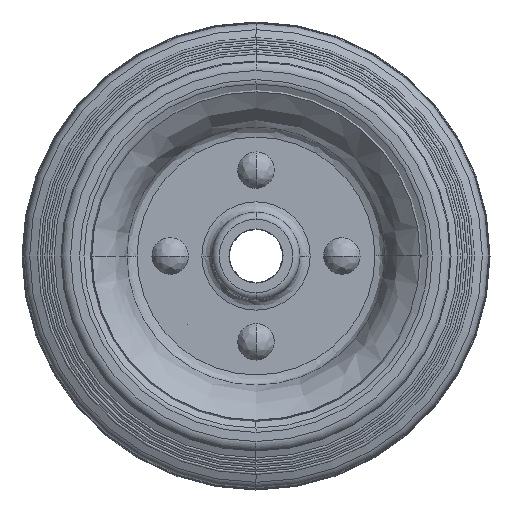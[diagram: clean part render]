
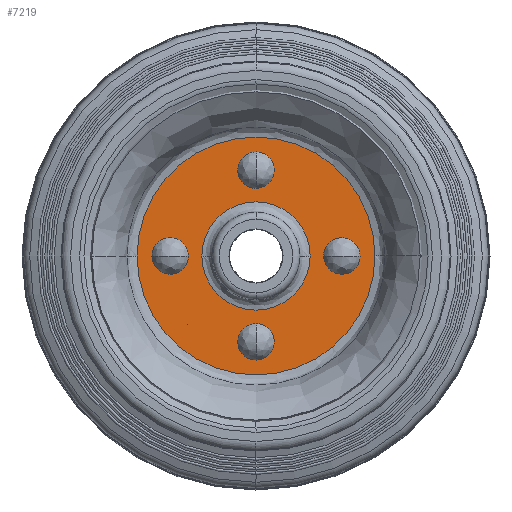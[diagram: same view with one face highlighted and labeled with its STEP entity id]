
A CAD part, left-side view. The second image highlights one B-rep face of the part: STEP entity #7219.
In plain terms, the highlighted planar face has unit normal (-1, 0, 0).
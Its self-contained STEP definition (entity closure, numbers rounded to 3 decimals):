
#1160 = CARTESIAN_POINT ( 'NONE',  ( -1.8, 0., 0. ) ) ;
#1956 = EDGE_LOOP ( 'NONE', ( #19083, #13783 ) ) ;
#2025 = CARTESIAN_POINT ( 'NONE',  ( -1.8, 0., -20.825 ) ) ;
#2101 = CARTESIAN_POINT ( 'NONE',  ( -1.8, 0., 0. ) ) ;
#2745 = PLANE ( 'NONE',  #8657 ) ;
#2852 = VERTEX_POINT ( 'NONE', #10972 ) ;
#3219 = EDGE_CURVE ( 'NONE', #18906, #16942, #3806, .T. ) ;
#3806 = CIRCLE ( 'NONE', #5272, 20.825 ) ;
#4226 = FACE_OUTER_BOUND ( 'NONE', #11169, .T. ) ;
#4327 = FACE_BOUND ( 'NONE', #1956, .T. ) ;
#5129 = DIRECTION ( 'NONE',  ( 0., 0., 1. ) ) ;
#5154 = CIRCLE ( 'NONE', #7678, 45.751 ) ;
#5272 = AXIS2_PLACEMENT_3D ( 'NONE', #9888, #18940, #6758 ) ;
#5601 = DIRECTION ( 'NONE',  ( 0., 0., 1. ) ) ;
#5974 = ORIENTED_EDGE ( 'NONE', *, *, #18860, .T. ) ;
#6715 = CIRCLE ( 'NONE', #17697, 45.751 ) ;
#6758 = DIRECTION ( 'NONE',  ( 0., 0., 1. ) ) ;
#6854 = CIRCLE ( 'NONE', #17204, 20.825 ) ;
#6889 = CARTESIAN_POINT ( 'NONE',  ( -1.8, 0., 0. ) ) ;
#7219 = ADVANCED_FACE ( 'NONE', ( #4226, #4327 ), #2745, .T. ) ;
#7654 = CARTESIAN_POINT ( 'NONE',  ( -1.8, 0., 0. ) ) ;
#7678 = AXIS2_PLACEMENT_3D ( 'NONE', #7654, #17876, #15488 ) ;
#8373 = CARTESIAN_POINT ( 'NONE',  ( -1.8, 0., 45.751 ) ) ;
#8657 = AXIS2_PLACEMENT_3D ( 'NONE', #1160, #11682, #8749 ) ;
#8749 = DIRECTION ( 'NONE',  ( 0., 0., 1. ) ) ;
#8981 = VERTEX_POINT ( 'NONE', #8373 ) ;
#9888 = CARTESIAN_POINT ( 'NONE',  ( -1.8, 0., 0. ) ) ;
#10017 = ORIENTED_EDGE ( 'NONE', *, *, #18529, .T. ) ;
#10972 = CARTESIAN_POINT ( 'NONE',  ( -1.8, 0., -45.751 ) ) ;
#11169 = EDGE_LOOP ( 'NONE', ( #5974, #10017 ) ) ;
#11682 = DIRECTION ( 'NONE',  ( -1., 0., 0. ) ) ;
#12221 = CARTESIAN_POINT ( 'NONE',  ( -1.8, 0., 20.825 ) ) ;
#12992 = DIRECTION ( 'NONE',  ( -1., 0., 0. ) ) ;
#13783 = ORIENTED_EDGE ( 'NONE', *, *, #3219, .T. ) ;
#15099 = EDGE_CURVE ( 'NONE', #16942, #18906, #6854, .T. ) ;
#15488 = DIRECTION ( 'NONE',  ( 0., 0., 1. ) ) ;
#16942 = VERTEX_POINT ( 'NONE', #12221 ) ;
#17204 = AXIS2_PLACEMENT_3D ( 'NONE', #2101, #18518, #5129 ) ;
#17697 = AXIS2_PLACEMENT_3D ( 'NONE', #6889, #12992, #5601 ) ;
#17876 = DIRECTION ( 'NONE',  ( -1., 0., 0. ) ) ;
#18518 = DIRECTION ( 'NONE',  ( 1., 0., 0. ) ) ;
#18529 = EDGE_CURVE ( 'NONE', #2852, #8981, #6715, .T. ) ;
#18860 = EDGE_CURVE ( 'NONE', #8981, #2852, #5154, .T. ) ;
#18906 = VERTEX_POINT ( 'NONE', #2025 ) ;
#18940 = DIRECTION ( 'NONE',  ( 1., 0., 0. ) ) ;
#19083 = ORIENTED_EDGE ( 'NONE', *, *, #15099, .T. ) ;
